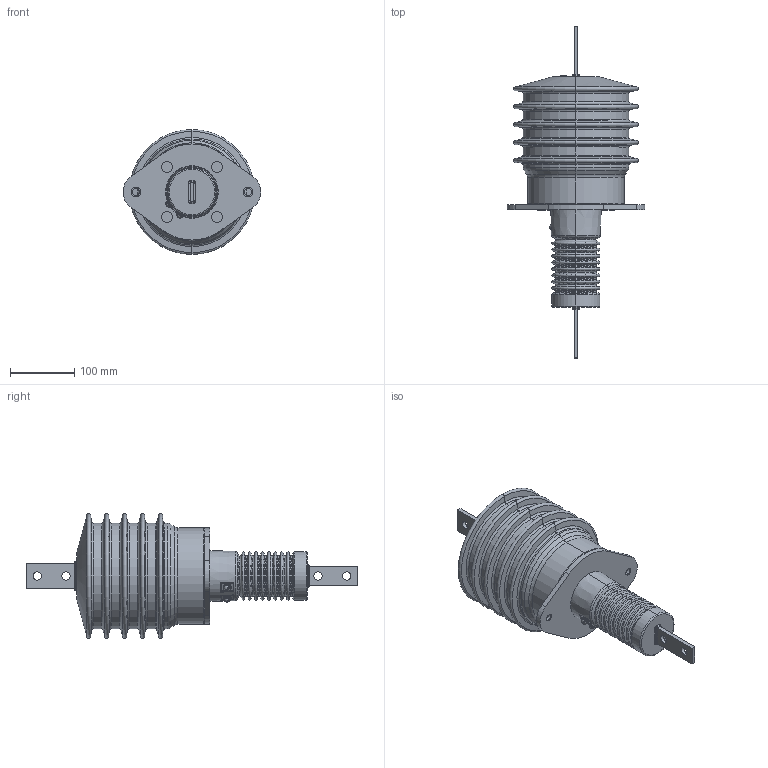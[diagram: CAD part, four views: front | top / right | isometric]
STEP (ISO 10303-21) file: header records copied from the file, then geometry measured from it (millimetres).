
FILE_DESCRIPTION (( 'STEP AP203' ), '1' );
FILE_NAME ('眐恂-10 III-3.2-1.STEP', '2017-04-26T03:44:33', ( '' ), ( '' ), 'SwSTEP 2.0', 'SolidWorks 2010', '' );
FILE_SCHEMA (( 'CONFIG_CONTROL_DESIGN' ));
Length unit declared in the file: millimetre
Products named in the file (1): 眐恂-10 III-3.2-1
Bounding box: 214.89 x 518 x 194.98 mm (x, y, z)
Volume: 5090196.4 mm3; surface area: 297759.5 mm2
Topology: 7 solids, 13 shells, 457 faces, 992 edges, 586 vertices
Faces by surface type: torus 118, cone 106, cylinder 102, plane 97, bspline 30, sphere 4
Entity records: 13060 total; most frequent: CARTESIAN_POINT 2895, DIRECTION 2320, ORIENTED_EDGE 1984, AXIS2_PLACEMENT_3D 1005, EDGE_CURVE 992, VERTEX_POINT 586, CIRCLE 577, EDGE_LOOP 502
